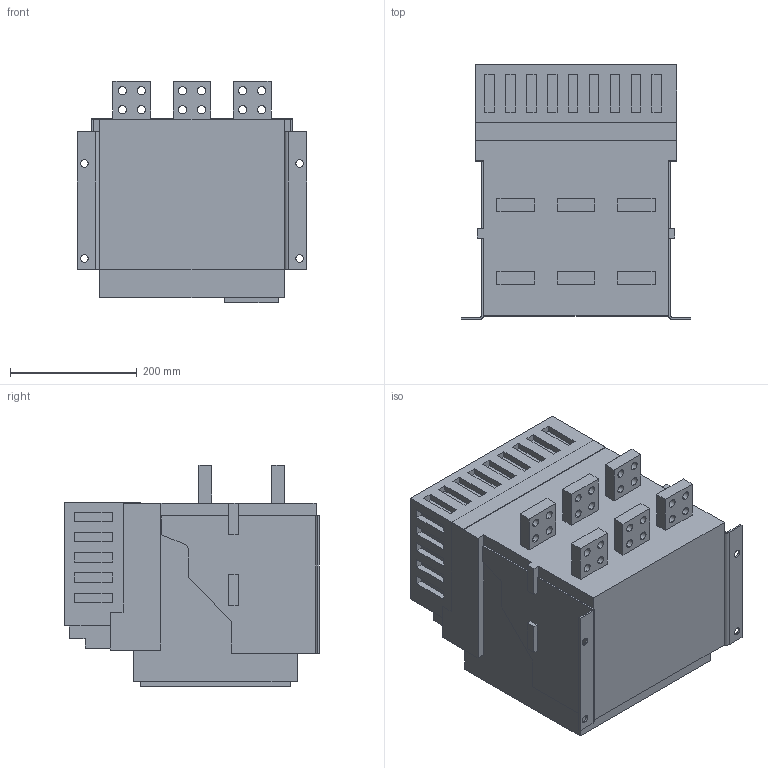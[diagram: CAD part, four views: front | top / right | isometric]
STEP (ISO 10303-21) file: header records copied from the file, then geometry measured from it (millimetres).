
FILE_DESCRIPTION (( 'STEP AP214' ), '1' );
FILE_NAME ('臍-45-mccb45-2000-2000.STEP', '2021-01-27T06:13:10', ( '' ), ( '' ), 'SwSTEP 2.0', 'SolidWorks 2021', '' );
FILE_SCHEMA (( 'AUTOMOTIVE_DESIGN' ));
Length unit declared in the file: millimetre
Products named in the file (1): 臍-45-mccb45-2000-2000
Bounding box: 362 x 402 x 350 mm (x, y, z)
Volume: 31882051.4 mm3; surface area: 1125502.2 mm2
Topology: 13 solids, 13 shells, 926 faces, 2505 edges, 1670 vertices
Faces by surface type: plane 543, bspline 321, cylinder 62
Entity records: 50746 total; most frequent: CARTESIAN_POINT 19663, ORIENTED_EDGE 5010, DIRECTION 3199, EDGE_CURVE 2505, VECTOR 1739, LINE 1739, VERTEX_POINT 1670, EDGE_LOOP 1049
